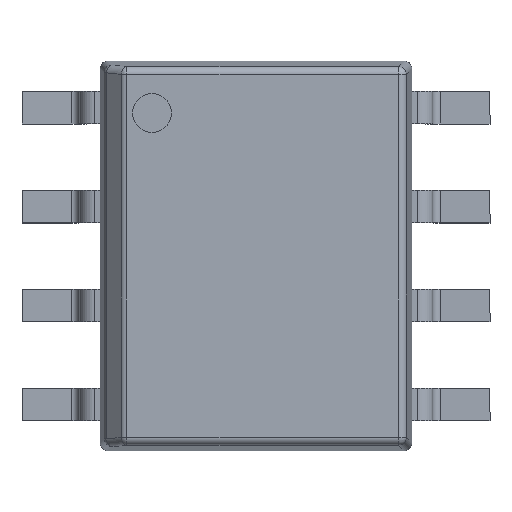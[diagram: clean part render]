
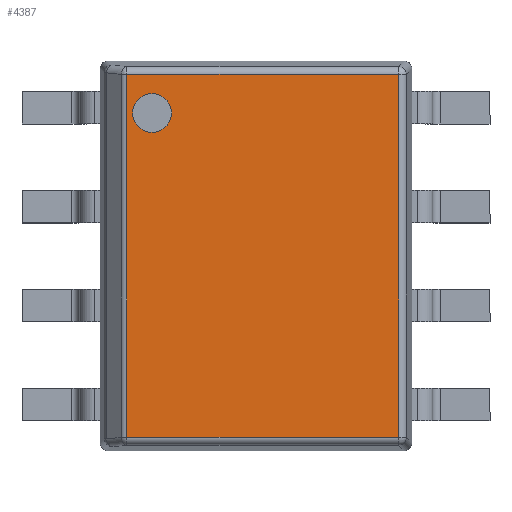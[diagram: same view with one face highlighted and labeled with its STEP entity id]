
A CAD part, top view. The second image highlights one B-rep face of the part: STEP entity #4387.
In plain terms, the highlighted planar face has unit normal (0, 0, 1).
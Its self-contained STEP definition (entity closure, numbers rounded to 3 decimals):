
#3428 = CYLINDRICAL_SURFACE('',#3429,0.1);
#3429 = AXIS2_PLACEMENT_3D('',#3430,#3431,#3432);
#3430 = CARTESIAN_POINT('',(0.3,0.171,1.65));
#3431 = DIRECTION('',(1.,0.,0.));
#3432 = DIRECTION('',(0.,-0.995,0.105));
#3577 = CYLINDRICAL_SURFACE('',#3578,0.1);
#3578 = AXIS2_PLACEMENT_3D('',#3579,#3580,#3581);
#3579 = CARTESIAN_POINT('',(0.3,4.829,1.65));
#3580 = DIRECTION('',(1.,0.,0.));
#3581 = DIRECTION('',(0.,0.995,0.105));
#3653 = CYLINDRICAL_SURFACE('',#3654,0.1);
#3654 = AXIS2_PLACEMENT_3D('',#3655,#3656,#3657);
#3655 = CARTESIAN_POINT('',(3.829,0.081,1.65));
#3656 = DIRECTION('',(0.,1.,0.));
#3657 = DIRECTION('',(0.995,0.,0.105));
#3957 = VERTEX_POINT('',#3958);
#3958 = CARTESIAN_POINT('',(0.341,0.171,1.75));
#3995 = EDGE_CURVE('',#3957,#3996,#3998,.T.);
#3996 = VERTEX_POINT('',#3997);
#3997 = CARTESIAN_POINT('',(3.829,0.171,1.75));
#3998 = SURFACE_CURVE('',#3999,(#4003,#4010),.PCURVE_S1.);
#3999 = LINE('',#4000,#4001);
#4000 = CARTESIAN_POINT('',(0.3,0.171,1.75));
#4001 = VECTOR('',#4002,1.);
#4002 = DIRECTION('',(1.,0.,0.));
#4003 = PCURVE('',#3428,#4004);
#4004 = DEFINITIONAL_REPRESENTATION('',(#4005),#4009);
#4005 = LINE('',#4006,#4007);
#4006 = CARTESIAN_POINT('',(-1.466,0.));
#4007 = VECTOR('',#4008,1.);
#4008 = DIRECTION('',(0.,1.));
#4009 = ( GEOMETRIC_REPRESENTATION_CONTEXT(2) 
PARAMETRIC_REPRESENTATION_CONTEXT() REPRESENTATION_CONTEXT('2D SPACE',''
  ) );
#4010 = PCURVE('',#4011,#4016);
#4011 = PLANE('',#4012);
#4012 = AXIS2_PLACEMENT_3D('',#4013,#4014,#4015);
#4013 = CARTESIAN_POINT('',(0.,0.,1.75));
#4014 = DIRECTION('',(0.,0.,1.));
#4015 = DIRECTION('',(1.,0.,0.));
#4016 = DEFINITIONAL_REPRESENTATION('',(#4017),#4021);
#4017 = LINE('',#4018,#4019);
#4018 = CARTESIAN_POINT('',(0.3,0.171));
#4019 = VECTOR('',#4020,1.);
#4020 = DIRECTION('',(1.,0.));
#4021 = ( GEOMETRIC_REPRESENTATION_CONTEXT(2) 
PARAMETRIC_REPRESENTATION_CONTEXT() REPRESENTATION_CONTEXT('2D SPACE',''
  ) );
#4159 = VERTEX_POINT('',#4160);
#4160 = CARTESIAN_POINT('',(0.341,4.829,1.75));
#4197 = EDGE_CURVE('',#4159,#4198,#4200,.T.);
#4198 = VERTEX_POINT('',#4199);
#4199 = CARTESIAN_POINT('',(3.829,4.829,1.75));
#4200 = SURFACE_CURVE('',#4201,(#4205,#4212),.PCURVE_S1.);
#4201 = LINE('',#4202,#4203);
#4202 = CARTESIAN_POINT('',(0.3,4.829,1.75));
#4203 = VECTOR('',#4204,1.);
#4204 = DIRECTION('',(1.,0.,0.));
#4205 = PCURVE('',#3577,#4206);
#4206 = DEFINITIONAL_REPRESENTATION('',(#4207),#4211);
#4207 = LINE('',#4208,#4209);
#4208 = CARTESIAN_POINT('',(1.466,0.));
#4209 = VECTOR('',#4210,1.);
#4210 = DIRECTION('',(0.,1.));
#4211 = ( GEOMETRIC_REPRESENTATION_CONTEXT(2) 
PARAMETRIC_REPRESENTATION_CONTEXT() REPRESENTATION_CONTEXT('2D SPACE',''
  ) );
#4212 = PCURVE('',#4011,#4213);
#4213 = DEFINITIONAL_REPRESENTATION('',(#4214),#4218);
#4214 = LINE('',#4215,#4216);
#4215 = CARTESIAN_POINT('',(0.3,4.829));
#4216 = VECTOR('',#4217,1.);
#4217 = DIRECTION('',(1.,0.));
#4218 = ( GEOMETRIC_REPRESENTATION_CONTEXT(2) 
PARAMETRIC_REPRESENTATION_CONTEXT() REPRESENTATION_CONTEXT('2D SPACE',''
  ) );
#4272 = EDGE_CURVE('',#3996,#4198,#4273,.T.);
#4273 = SURFACE_CURVE('',#4274,(#4278,#4285),.PCURVE_S1.);
#4274 = LINE('',#4275,#4276);
#4275 = CARTESIAN_POINT('',(3.829,0.081,1.75));
#4276 = VECTOR('',#4277,1.);
#4277 = DIRECTION('',(0.,1.,0.));
#4278 = PCURVE('',#3653,#4279);
#4279 = DEFINITIONAL_REPRESENTATION('',(#4280),#4284);
#4280 = LINE('',#4281,#4282);
#4281 = CARTESIAN_POINT('',(-1.466,0.));
#4282 = VECTOR('',#4283,1.);
#4283 = DIRECTION('',(0.,1.));
#4284 = ( GEOMETRIC_REPRESENTATION_CONTEXT(2) 
PARAMETRIC_REPRESENTATION_CONTEXT() REPRESENTATION_CONTEXT('2D SPACE',''
  ) );
#4285 = PCURVE('',#4011,#4286);
#4286 = DEFINITIONAL_REPRESENTATION('',(#4287),#4291);
#4287 = LINE('',#4288,#4289);
#4288 = CARTESIAN_POINT('',(3.829,0.081));
#4289 = VECTOR('',#4290,1.);
#4290 = DIRECTION('',(0.,1.));
#4291 = ( GEOMETRIC_REPRESENTATION_CONTEXT(2) 
PARAMETRIC_REPRESENTATION_CONTEXT() REPRESENTATION_CONTEXT('2D SPACE',''
  ) );
#4344 = CYLINDRICAL_SURFACE('',#4345,0.1);
#4345 = AXIS2_PLACEMENT_3D('',#4346,#4347,#4348);
#4346 = CARTESIAN_POINT('',(0.341,0.081,1.65));
#4347 = DIRECTION('',(0.,1.,0.));
#4348 = DIRECTION('',(-0.707,0.,0.707));
#4387 = ADVANCED_FACE('',(#4388,#4414),#4011,.T.);
#4388 = FACE_BOUND('',#4389,.T.);
#4389 = EDGE_LOOP('',(#4390,#4391,#4412,#4413));
#4390 = ORIENTED_EDGE('',*,*,#4197,.F.);
#4391 = ORIENTED_EDGE('',*,*,#4392,.F.);
#4392 = EDGE_CURVE('',#3957,#4159,#4393,.T.);
#4393 = SURFACE_CURVE('',#4394,(#4398,#4405),.PCURVE_S1.);
#4394 = LINE('',#4395,#4396);
#4395 = CARTESIAN_POINT('',(0.341,0.081,1.75));
#4396 = VECTOR('',#4397,1.);
#4397 = DIRECTION('',(0.,1.,0.));
#4398 = PCURVE('',#4011,#4399);
#4399 = DEFINITIONAL_REPRESENTATION('',(#4400),#4404);
#4400 = LINE('',#4401,#4402);
#4401 = CARTESIAN_POINT('',(0.341,0.081));
#4402 = VECTOR('',#4403,1.);
#4403 = DIRECTION('',(0.,1.));
#4404 = ( GEOMETRIC_REPRESENTATION_CONTEXT(2) 
PARAMETRIC_REPRESENTATION_CONTEXT() REPRESENTATION_CONTEXT('2D SPACE',''
  ) );
#4405 = PCURVE('',#4344,#4406);
#4406 = DEFINITIONAL_REPRESENTATION('',(#4407),#4411);
#4407 = LINE('',#4408,#4409);
#4408 = CARTESIAN_POINT('',(0.785,0.));
#4409 = VECTOR('',#4410,1.);
#4410 = DIRECTION('',(0.,1.));
#4411 = ( GEOMETRIC_REPRESENTATION_CONTEXT(2) 
PARAMETRIC_REPRESENTATION_CONTEXT() REPRESENTATION_CONTEXT('2D SPACE',''
  ) );
#4412 = ORIENTED_EDGE('',*,*,#3995,.T.);
#4413 = ORIENTED_EDGE('',*,*,#4272,.T.);
#4414 = FACE_BOUND('',#4415,.T.);
#4415 = EDGE_LOOP('',(#4416));
#4416 = ORIENTED_EDGE('',*,*,#4417,.F.);
#4417 = EDGE_CURVE('',#4418,#4418,#4420,.T.);
#4418 = VERTEX_POINT('',#4419);
#4419 = CARTESIAN_POINT('',(0.917,4.333,1.75));
#4420 = SURFACE_CURVE('',#4421,(#4426,#4433),.PCURVE_S1.);
#4421 = CIRCLE('',#4422,0.25);
#4422 = AXIS2_PLACEMENT_3D('',#4423,#4424,#4425);
#4423 = CARTESIAN_POINT('',(0.667,4.333,1.75));
#4424 = DIRECTION('',(0.,0.,1.));
#4425 = DIRECTION('',(1.,0.,0.));
#4426 = PCURVE('',#4011,#4427);
#4427 = DEFINITIONAL_REPRESENTATION('',(#4428),#4432);
#4428 = CIRCLE('',#4429,0.25);
#4429 = AXIS2_PLACEMENT_2D('',#4430,#4431);
#4430 = CARTESIAN_POINT('',(0.667,4.333));
#4431 = DIRECTION('',(1.,0.));
#4432 = ( GEOMETRIC_REPRESENTATION_CONTEXT(2) 
PARAMETRIC_REPRESENTATION_CONTEXT() REPRESENTATION_CONTEXT('2D SPACE',''
  ) );
#4433 = PCURVE('',#4434,#4439);
#4434 = CYLINDRICAL_SURFACE('',#4435,0.25);
#4435 = AXIS2_PLACEMENT_3D('',#4436,#4437,#4438);
#4436 = CARTESIAN_POINT('',(0.667,4.333,1.65));
#4437 = DIRECTION('',(0.,0.,1.));
#4438 = DIRECTION('',(1.,0.,0.));
#4439 = DEFINITIONAL_REPRESENTATION('',(#4440),#4444);
#4440 = LINE('',#4441,#4442);
#4441 = CARTESIAN_POINT('',(0.,0.1));
#4442 = VECTOR('',#4443,1.);
#4443 = DIRECTION('',(1.,0.));
#4444 = ( GEOMETRIC_REPRESENTATION_CONTEXT(2) 
PARAMETRIC_REPRESENTATION_CONTEXT() REPRESENTATION_CONTEXT('2D SPACE',''
  ) );
